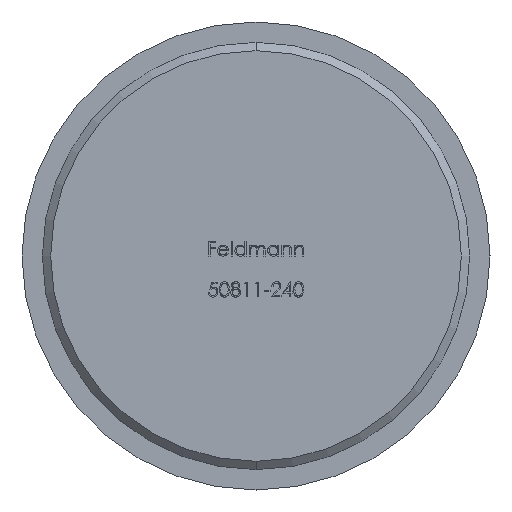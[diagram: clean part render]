
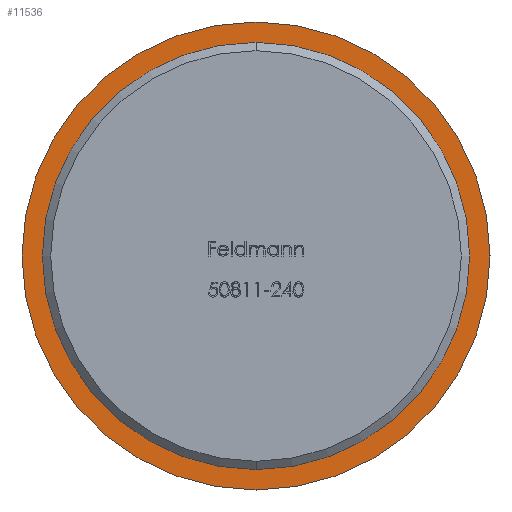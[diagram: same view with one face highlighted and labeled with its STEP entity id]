
A CAD part, front view. The second image highlights one B-rep face of the part: STEP entity #11536.
In plain terms, the highlighted planar face has unit normal (0, -1, 0).
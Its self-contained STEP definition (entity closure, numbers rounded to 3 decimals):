
#125 = AXIS2_PLACEMENT_3D ( 'NONE', #219, #9839, #1177 ) ;
#219 = CARTESIAN_POINT ( 'NONE',  ( 0., 4.5, 0. ) ) ;
#837 = FACE_BOUND ( 'NONE', #7523, .T. ) ;
#1177 = DIRECTION ( 'NONE',  ( 0., 0., 1. ) ) ;
#1596 = CARTESIAN_POINT ( 'NONE',  ( 0., 4.5, 0. ) ) ;
#2254 = EDGE_CURVE ( 'NONE', #8339, #3874, #8982, .T. ) ;
#2553 = EDGE_CURVE ( 'NONE', #5790, #9958, #4759, .T. ) ;
#2661 = CARTESIAN_POINT ( 'NONE',  ( 21.2, 4.5, 0. ) ) ;
#2922 = AXIS2_PLACEMENT_3D ( 'NONE', #7827, #10749, #4971 ) ;
#3240 = AXIS2_PLACEMENT_3D ( 'NONE', #4603, #11362, #11517 ) ;
#3676 = PLANE ( 'NONE',  #12299 ) ;
#3874 = VERTEX_POINT ( 'NONE', #4898 ) ;
#4361 = EDGE_CURVE ( 'NONE', #3874, #8339, #5499, .T. ) ;
#4555 = DIRECTION ( 'NONE',  ( 0., 0., 1. ) ) ;
#4603 = CARTESIAN_POINT ( 'NONE',  ( 0., 4.5, 0. ) ) ;
#4759 = CIRCLE ( 'NONE', #4877, 18.6 ) ;
#4781 = FACE_OUTER_BOUND ( 'NONE', #9600, .T. ) ;
#4877 = AXIS2_PLACEMENT_3D ( 'NONE', #1596, #11276, #4555 ) ;
#4898 = CARTESIAN_POINT ( 'NONE',  ( 0., 4.5, -21.2 ) ) ;
#4971 = DIRECTION ( 'NONE',  ( 0., 0., 1. ) ) ;
#5499 = CIRCLE ( 'NONE', #2922, 21.2 ) ;
#5790 = VERTEX_POINT ( 'NONE', #9835 ) ;
#7036 = CARTESIAN_POINT ( 'NONE',  ( 0., 4.5, 21.2 ) ) ;
#7071 = ORIENTED_EDGE ( 'NONE', *, *, #9089, .T. ) ;
#7523 = EDGE_LOOP ( 'NONE', ( #7071, #7814 ) ) ;
#7814 = ORIENTED_EDGE ( 'NONE', *, *, #2553, .T. ) ;
#7827 = CARTESIAN_POINT ( 'NONE',  ( 0., 4.5, 0. ) ) ;
#8169 = CIRCLE ( 'NONE', #125, 18.6 ) ;
#8339 = VERTEX_POINT ( 'NONE', #7036 ) ;
#8982 = CIRCLE ( 'NONE', #3240, 21.2 ) ;
#8985 = ORIENTED_EDGE ( 'NONE', *, *, #4361, .F. ) ;
#9089 = EDGE_CURVE ( 'NONE', #9958, #5790, #8169, .T. ) ;
#9445 = CARTESIAN_POINT ( 'NONE',  ( 0., 4.5, 18.6 ) ) ;
#9600 = EDGE_LOOP ( 'NONE', ( #12326, #8985 ) ) ;
#9835 = CARTESIAN_POINT ( 'NONE',  ( 0., 4.5, -18.6 ) ) ;
#9839 = DIRECTION ( 'NONE',  ( 0., 1., 0. ) ) ;
#9958 = VERTEX_POINT ( 'NONE', #9445 ) ;
#10390 = DIRECTION ( 'NONE',  ( 0., 1., 0. ) ) ;
#10749 = DIRECTION ( 'NONE',  ( 0., 1., 0. ) ) ;
#11276 = DIRECTION ( 'NONE',  ( 0., 1., 0. ) ) ;
#11362 = DIRECTION ( 'NONE',  ( 0., 1., 0. ) ) ;
#11517 = DIRECTION ( 'NONE',  ( 0., 0., 1. ) ) ;
#11536 = ADVANCED_FACE ( 'NONE', ( #4781, #837 ), #3676, .F. ) ;
#12299 = AXIS2_PLACEMENT_3D ( 'NONE', #2661, #10390, #12453 ) ;
#12326 = ORIENTED_EDGE ( 'NONE', *, *, #2254, .F. ) ;
#12453 = DIRECTION ( 'NONE',  ( 0., 0., 1. ) ) ;
